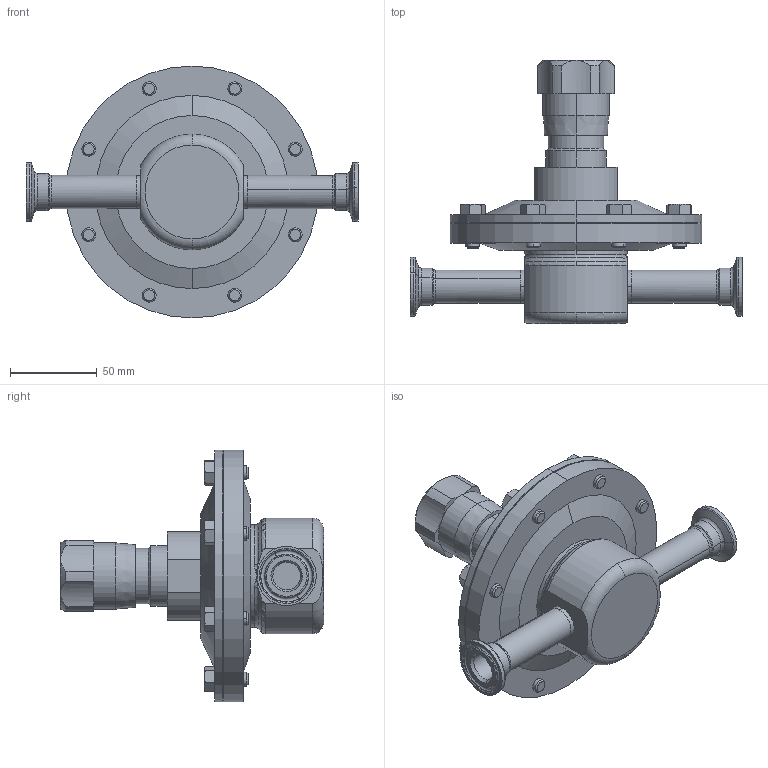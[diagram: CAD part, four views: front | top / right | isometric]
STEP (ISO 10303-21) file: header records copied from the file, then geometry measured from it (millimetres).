
FILE_DESCRIPTION (( 'STEP AP203' ), '1' );
FILE_NAME ('JSRLFLP-050-VA.STEP', '2017-06-27T15:17:41', ( '' ), ( '' ), 'SwSTEP 2.0', 'SolidWorks 2014', '' );
FILE_SCHEMA (( 'CONFIG_CONTROL_DESIGN' ));
Length unit declared in the file: inch
Products named in the file (2): JSRLFLP-050-VA
Bounding box: 190.83 x 151.26 x 144.78 mm (x, y, z)
Volume: 611365.1 mm3; surface area: 116071.2 mm2
Topology: 1 solids, 1 shells, 379 faces, 838 edges, 499 vertices
Faces by surface type: cone 146, plane 106, cylinder 91, torus 32, bspline 4
Entity records: 11278 total; most frequent: CARTESIAN_POINT 2722, DIRECTION 1865, ORIENTED_EDGE 1668, EDGE_CURVE 834, AXIS2_PLACEMENT_3D 790, VERTEX_POINT 499, EDGE_LOOP 435, CIRCLE 413
